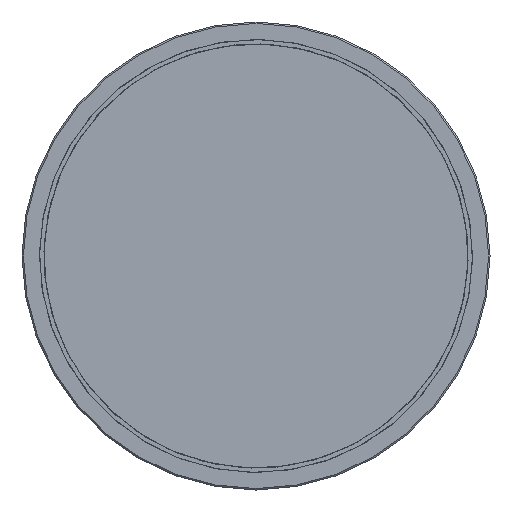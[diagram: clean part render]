
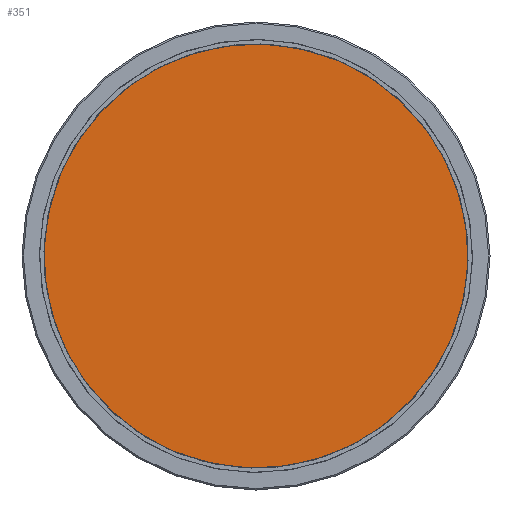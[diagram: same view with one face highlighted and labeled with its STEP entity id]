
A CAD part, front view. The second image highlights one B-rep face of the part: STEP entity #351.
In plain terms, the highlighted face is planar.
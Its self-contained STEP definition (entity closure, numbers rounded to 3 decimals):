
#50=PLANE('',#475);
#93=FACE_OUTER_BOUND('',#117,.T.);
#117=EDGE_LOOP('',(#312));
#151=CIRCLE('',#472,14.5);
#185=VERTEX_POINT('',#707);
#227=EDGE_CURVE('',#185,#185,#151,.T.);
#312=ORIENTED_EDGE('',*,*,#227,.T.);
#351=ADVANCED_FACE('',(#93),#50,.T.);
#472=AXIS2_PLACEMENT_3D('',#708,#589,#590);
#475=AXIS2_PLACEMENT_3D('',#713,#596,#597);
#589=DIRECTION('center_axis',(0.,0.,1.));
#590=DIRECTION('ref_axis',(-1.,0.,0.));
#596=DIRECTION('center_axis',(0.,0.,1.));
#597=DIRECTION('ref_axis',(1.,0.,0.));
#707=CARTESIAN_POINT('',(14.5,0.,5.));
#708=CARTESIAN_POINT('Origin',(0.,0.,5.));
#713=CARTESIAN_POINT('Origin',(0.,0.,
5.));
